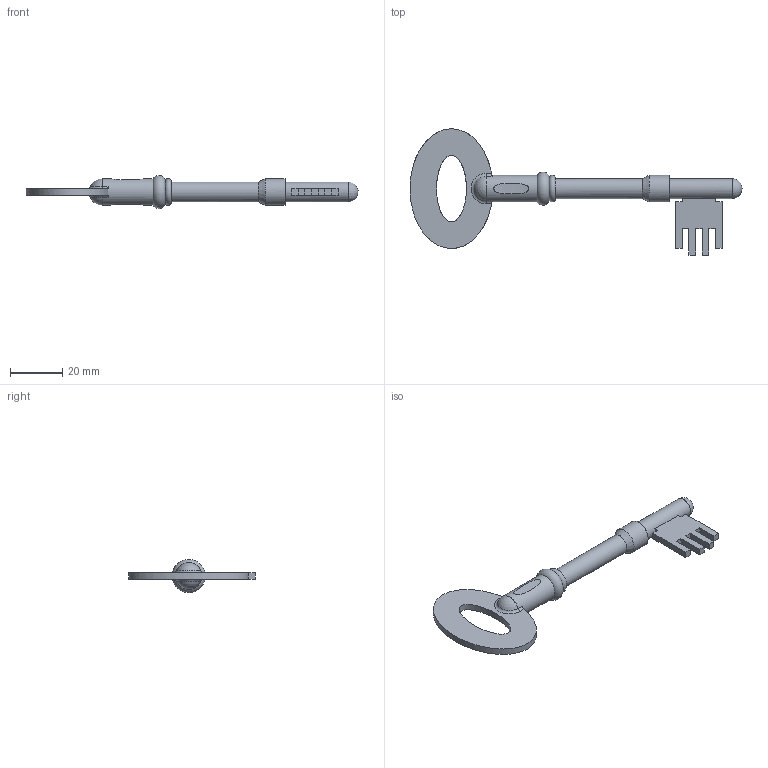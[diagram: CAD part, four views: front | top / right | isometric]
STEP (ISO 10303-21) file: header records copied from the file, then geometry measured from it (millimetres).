
FILE_DESCRIPTION(('CAx 4th Joint Test Round - Test Model K1','Topologically trimmed Version '),'1');
FILE_NAME('k1-tu-214_top.stp','2000-05-30 T13:46:02',('SD Yates '),('Theorem Solutions Ltd'),'THEOREM SOLUTIONS UG -> AP214 DIS PREPROCESSOR 4.1.161 ','Unigraphics V16.0','AP Ranger ');
FILE_SCHEMA(('AUTOMOTIVE_DESIGN { 1 2 10303 214 0 1 1 1 }'));
Length unit declared in the file: inch
Products named in the file (1): k1
Bounding box: 126.95 x 48.24 x 12.69 mm (x, y, z)
Surface area: 5851.2 mm2 (no closed solid volume)
Topology: 0 solids, 44 shells, 44 faces, 217 edges, 204 vertices
Faces by surface type: plane 24, cylinder 8, bspline 4, torus 4, sphere 3, cone 1
Full cylindrical faces by diameter (mm): 7.62 x2, 10.16 x2
Entity records: 2407 total; most frequent: CARTESIAN_POINT 1186, VERTEX_POINT 196, EDGE_CURVE 196, ORIENTED_EDGE 196, B_SPLINE_CURVE_WITH_KNOTS 148, DIRECTION 84, EDGE_LOOP 58, FACE_BOUND 47
